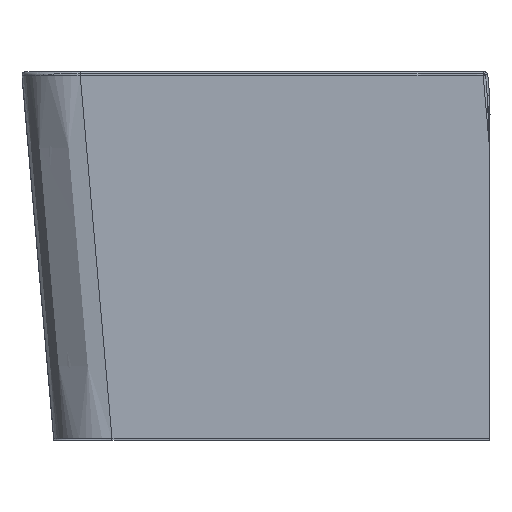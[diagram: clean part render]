
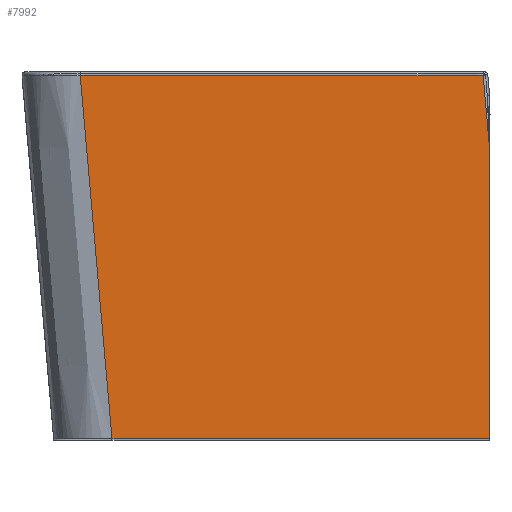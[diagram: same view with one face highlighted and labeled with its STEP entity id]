
A CAD part, top view. The second image highlights one B-rep face of the part: STEP entity #7992.
In plain terms, the highlighted free-form (B-spline) face has degree [5, 5] with [6, 8] control points.
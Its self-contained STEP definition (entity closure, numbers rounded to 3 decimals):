
#1426=CARTESIAN_POINT('',(-299.475,-6.,900.));
#1439=CARTESIAN_POINT('',(-244.882,-630.,900.));
#1451=CARTESIAN_POINT('',(403.5,-630.,900.));
#1452=CARTESIAN_POINT('',(403.5,-596.974,900.));
#1453=CARTESIAN_POINT('',(403.5,-530.848,900.));
#1454=CARTESIAN_POINT('',(403.5,-431.431,900.));
#1455=CARTESIAN_POINT('',(403.5,-331.789,900.));
#1456=CARTESIAN_POINT('',(403.5,-231.92,900.));
#1457=CARTESIAN_POINT('',(403.5,-165.192,900.));
#1458=CARTESIAN_POINT('',(403.5,-131.789,900.));
#1460=DIRECTION('',(-1.,0.,0.));
#1461=VECTOR('',#1460,648.382);
#1462=CARTESIAN_POINT('',(403.5,-630.,900.));
#1463=LINE('',#1462,#1461);
#1464=DIRECTION('',(0.087,-0.996,0.));
#1465=VECTOR('',#1464,626.384);
#1466=CARTESIAN_POINT('',(-299.475,-6.,900.));
#1467=LINE('',#1466,#1465);
#1468=DIRECTION('',(-1.,0.,0.));
#1469=VECTOR('',#1468,691.969);
#1470=CARTESIAN_POINT('',(392.494,-6.,900.));
#1471=LINE('',#1470,#1469);
#1472=CARTESIAN_POINT('',(392.494,-6.,900.));
#1473=CARTESIAN_POINT('',(392.885,-10.464,900.));
#1474=CARTESIAN_POINT('',(393.69,-19.662,900.));
#1475=CARTESIAN_POINT('',(394.972,-34.318,900.));
#1476=CARTESIAN_POINT('',(396.315,-49.675,900.));
#1477=CARTESIAN_POINT('',(397.672,-65.185,900.));
#1478=CARTESIAN_POINT('',(399.049,-80.914,900.));
#1479=CARTESIAN_POINT('',(400.464,-97.099,900.));
#1480=CARTESIAN_POINT('',(401.937,-113.926,900.));
#1481=CARTESIAN_POINT('',(402.971,-125.744,900.));
#1482=CARTESIAN_POINT('',(403.5,-131.789,900.));
#3634=CARTESIAN_POINT('',(403.5,-131.789,900.));
#4655=VERTEX_POINT('',#1439);
#4671=VERTEX_POINT('',#1426);
#4673=CARTESIAN_POINT('',(392.494,-6.,900.));
#4674=VERTEX_POINT('',#4673);
#4741=CARTESIAN_POINT('',(403.5,-630.,900.));
#4742=VERTEX_POINT('',#4741);
#4944=VERTEX_POINT('',#3634);
#7932=CARTESIAN_POINT('',(409.546,-636.24,900.));
#7933=CARTESIAN_POINT('',(290.107,-636.24,900.));
#7934=CARTESIAN_POINT('',(162.395,-636.24,900.));
#7935=CARTESIAN_POINT('',(30.637,-636.24,900.));
#7936=CARTESIAN_POINT('',(-103.278,-636.24,900.));
#7937=CARTESIAN_POINT('',(-240.076,-636.24,900.));
#7938=CARTESIAN_POINT('',(-248.707,-636.24,900.));
#7939=CARTESIAN_POINT('',(-250.826,-636.24,900.));
#7940=CARTESIAN_POINT('',(409.857,-508.944,900.));
#7941=CARTESIAN_POINT('',(286.49,-508.944,900.));
#7942=CARTESIAN_POINT('',(155.553,-508.944,900.));
#7943=CARTESIAN_POINT('',(21.387,-508.944,900.));
#7944=CARTESIAN_POINT('',(-114.03,-508.944,900.));
#7945=CARTESIAN_POINT('',(-251.204,-508.944,900.));
#7946=CARTESIAN_POINT('',(-259.854,-508.944,900.));
#7947=CARTESIAN_POINT('',(-261.977,-508.944,900.));
#7948=CARTESIAN_POINT('',(410.169,-381.648,900.));
#7949=CARTESIAN_POINT('',(282.873,-381.648,900.));
#7950=CARTESIAN_POINT('',(148.711,-381.648,900.));
#7951=CARTESIAN_POINT('',(12.137,-381.648,900.));
#7952=CARTESIAN_POINT('',(-124.782,-381.648,900.));
#7953=CARTESIAN_POINT('',(-262.332,-381.648,900.));
#7954=CARTESIAN_POINT('',(-271.001,-381.648,900.));
#7955=CARTESIAN_POINT('',(-273.129,-381.648,900.));
#7956=CARTESIAN_POINT('',(410.481,-254.352,900.));
#7957=CARTESIAN_POINT('',(279.256,-254.352,900.));
#7958=CARTESIAN_POINT('',(141.869,-254.352,900.));
#7959=CARTESIAN_POINT('',(2.887,-254.352,900.));
#7960=CARTESIAN_POINT('',(-135.534,-254.352,900.));
#7961=CARTESIAN_POINT('',(-273.46,-254.352,900.));
#7962=CARTESIAN_POINT('',(-282.148,-254.352,900.));
#7963=CARTESIAN_POINT('',(-284.28,-254.352,900.));
#7964=CARTESIAN_POINT('',(410.792,-127.056,900.));
#7965=CARTESIAN_POINT('',(275.638,-127.056,900.));
#7966=CARTESIAN_POINT('',(135.028,-127.056,900.));
#7967=CARTESIAN_POINT('',(-6.363,-127.056,
900.));
#7968=CARTESIAN_POINT('',(-146.286,-127.056,900.));
#7969=CARTESIAN_POINT('',(-284.588,-127.056,900.));
#7970=CARTESIAN_POINT('',(-293.296,-127.056,900.));
#7971=CARTESIAN_POINT('',(-295.432,-127.056,900.));
#7972=CARTESIAN_POINT('',(411.104,0.24,900.));
#7973=CARTESIAN_POINT('',(272.021,0.24,900.));
#7974=CARTESIAN_POINT('',(128.186,0.24,900.));
#7975=CARTESIAN_POINT('',(-15.613,0.24,
900.));
#7976=CARTESIAN_POINT('',(-157.038,0.24,900.));
#7977=CARTESIAN_POINT('',(-295.716,0.24,900.));
#7978=CARTESIAN_POINT('',(-304.443,0.24,900.));
#7979=CARTESIAN_POINT('',(-306.583,0.24,900.));
#7980=B_SPLINE_SURFACE_WITH_KNOTS('',5,5,((#7932,#7933,#7934,#7935,#7936,#7937,
#7938,#7939),(#7940,#7941,#7942,#7943,#7944,#7945,#7946,#7947),(#7948,#7949,
#7950,#7951,#7952,#7953,#7954,#7955),(#7956,#7957,#7958,#7959,#7960,#7961,#7962,
#7963),(#7964,#7965,#7966,#7967,#7968,#7969,#7970,#7971),(#7972,#7973,#7974,
#7975,#7976,#7977,#7978,#7979)),.UNSPECIFIED.,.F.,.F.,.F.,(6,6),(6,1,1,6),(
-0.01,1.),(-0.003,0.195,
0.205,0.208),.UNSPECIFIED.);
#7982=ORIENTED_EDGE('',*,*,#7981,.F.);
#7984=ORIENTED_EDGE('',*,*,#7983,.T.);
#7985=ORIENTED_EDGE('',*,*,#7924,.F.);
#7987=ORIENTED_EDGE('',*,*,#7986,.F.);
#7989=ORIENTED_EDGE('',*,*,#7988,.T.);
#7990=EDGE_LOOP('',(#7982,#7984,#7985,#7987,#7989));
#7991=FACE_OUTER_BOUND('',#7990,.F.);
#7992=ADVANCED_FACE('',(#7991),#7980,.T.);
#1459=B_SPLINE_CURVE_WITH_KNOTS('',3,(#1451,#1452,#1453,#1454,#1455,#1456,#1457,
#1458),.UNSPECIFIED.,.F.,.F.,(4,1,1,1,1,4),(0.,0.2,0.4,0.6,0.8,1.),
.UNSPECIFIED.);
#1483=B_SPLINE_CURVE_WITH_KNOTS('',3,(#1472,#1473,#1474,#1475,#1476,#1477,#1478,
#1479,#1480,#1481,#1482),.UNSPECIFIED.,.F.,.F.,(4,1,1,1,1,1,1,1,4),(0.,
0.125,0.25,0.375,0.5,0.625,0.75,0.875,1.),.UNSPECIFIED.);
#7924=EDGE_CURVE('',#4671,#4655,#1467,.T.);
#7981=EDGE_CURVE('',#4742,#4944,#1459,.T.);
#7983=EDGE_CURVE('',#4742,#4655,#1463,.T.);
#7986=EDGE_CURVE('',#4674,#4671,#1471,.T.);
#7988=EDGE_CURVE('',#4674,#4944,#1483,.T.);
